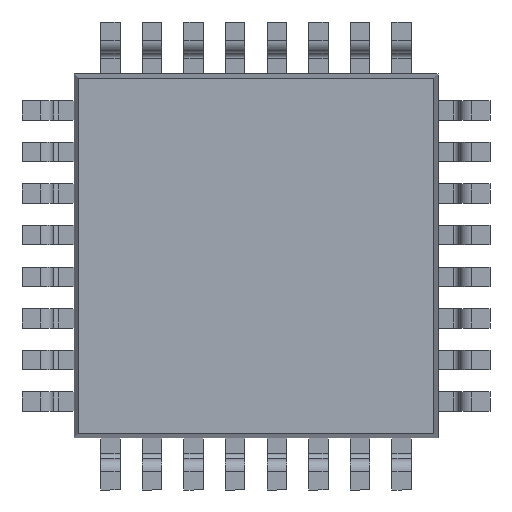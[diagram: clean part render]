
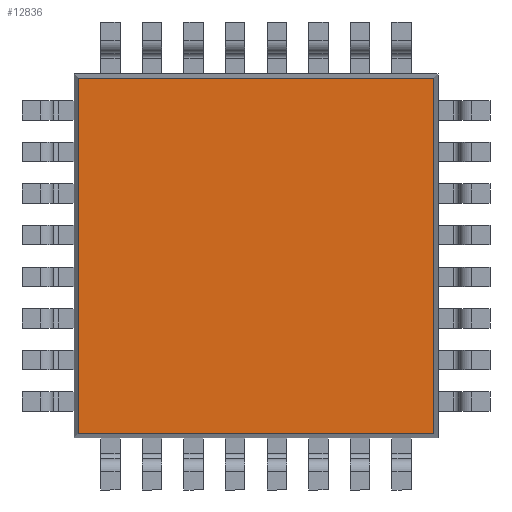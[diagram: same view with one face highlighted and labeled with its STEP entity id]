
A CAD part, front view. The second image highlights one B-rep face of the part: STEP entity #12836.
In plain terms, the highlighted planar face has unit normal (0, -1, 0).
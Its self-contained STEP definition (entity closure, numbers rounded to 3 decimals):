
#534 = DIRECTION ( 'NONE',  ( 0., 0., -1. ) ) ;
#842 = CARTESIAN_POINT ( 'NONE',  ( 3.423, 0.2, -3.423 ) ) ;
#1201 = VECTOR ( 'NONE', #7731, 1000. ) ;
#1395 = LINE ( 'NONE', #9121, #12458 ) ;
#1486 = CARTESIAN_POINT ( 'NONE',  ( 3.423, 0.2, 3.423 ) ) ;
#2778 = DIRECTION ( 'NONE',  ( 0., 0., -1. ) ) ;
#2822 = CARTESIAN_POINT ( 'NONE',  ( 0., 0.2, 0. ) ) ;
#3405 = ORIENTED_EDGE ( 'NONE', *, *, #13398, .T. ) ;
#3714 = DIRECTION ( 'NONE',  ( 1., 0., 0. ) ) ;
#3953 = VERTEX_POINT ( 'NONE', #1486 ) ;
#3980 = VECTOR ( 'NONE', #534, 1000. ) ;
#4389 = ORIENTED_EDGE ( 'NONE', *, *, #14218, .T. ) ;
#4416 = LINE ( 'NONE', #5213, #13577 ) ;
#4552 = EDGE_CURVE ( 'NONE', #7208, #10681, #1395, .T. ) ;
#4656 = CARTESIAN_POINT ( 'NONE',  ( -3.423, 0.2, -3.423 ) ) ;
#5213 = CARTESIAN_POINT ( 'NONE',  ( 3.5, 0.2, 3.423 ) ) ;
#5473 = EDGE_CURVE ( 'NONE', #10681, #3953, #7257, .T. ) ;
#6520 = ORIENTED_EDGE ( 'NONE', *, *, #4552, .T. ) ;
#6700 = AXIS2_PLACEMENT_3D ( 'NONE', #2822, #7186, #2778 ) ;
#7164 = CARTESIAN_POINT ( 'NONE',  ( -3.423, 0.2, 3.5 ) ) ;
#7186 = DIRECTION ( 'NONE',  ( 0., -1., 0. ) ) ;
#7208 = VERTEX_POINT ( 'NONE', #4656 ) ;
#7257 = LINE ( 'NONE', #10006, #1201 ) ;
#7350 = VERTEX_POINT ( 'NONE', #12114 ) ;
#7382 = DIRECTION ( 'NONE',  ( -1., 0., 0. ) ) ;
#7731 = DIRECTION ( 'NONE',  ( 0., 0., 1. ) ) ;
#7819 = LINE ( 'NONE', #7164, #3980 ) ;
#9121 = CARTESIAN_POINT ( 'NONE',  ( -3.5, 0.2, -3.423 ) ) ;
#10006 = CARTESIAN_POINT ( 'NONE',  ( 3.423, 0.2, -3.5 ) ) ;
#10681 = VERTEX_POINT ( 'NONE', #842 ) ;
#12114 = CARTESIAN_POINT ( 'NONE',  ( -3.423, 0.2, 3.423 ) ) ;
#12458 = VECTOR ( 'NONE', #3714, 1000. ) ;
#12726 = PLANE ( 'NONE',  #6700 ) ;
#12836 = ADVANCED_FACE ( 'NONE', ( #13010 ), #12726, .T. ) ;
#13010 = FACE_OUTER_BOUND ( 'NONE', #13442, .T. ) ;
#13398 = EDGE_CURVE ( 'NONE', #7350, #7208, #7819, .T. ) ;
#13442 = EDGE_LOOP ( 'NONE', ( #4389, #3405, #6520, #13527 ) ) ;
#13527 = ORIENTED_EDGE ( 'NONE', *, *, #5473, .T. ) ;
#13577 = VECTOR ( 'NONE', #7382, 1000. ) ;
#14218 = EDGE_CURVE ( 'NONE', #3953, #7350, #4416, .T. ) ;
